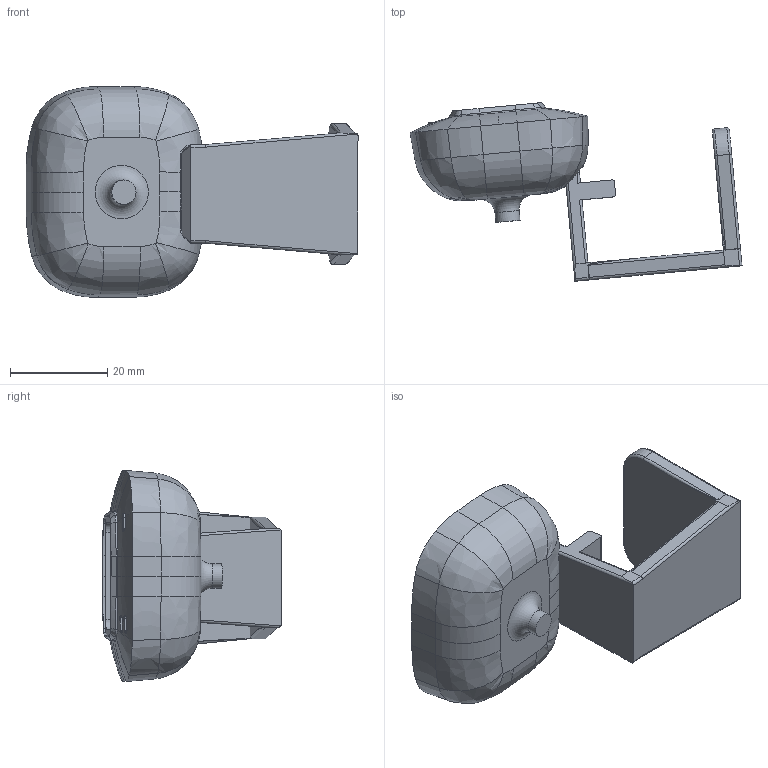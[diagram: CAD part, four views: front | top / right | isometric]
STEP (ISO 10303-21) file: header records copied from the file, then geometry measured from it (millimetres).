
FILE_DESCRIPTION(/* description */ (''),/* implementation_level */ '2;1');
FILE_NAME(/* name */ 'CS_Camera_T3H-00011.iam.stp',/* time_stamp */ '2016-01-07T16:48:47-08:00',/* author */ ('Autodesk Inc.'),/* organization */ ('Autodesk Inc.'),/* preprocessor_version */ 'ST-DEVELOPER v16.1',/* originating_system */ 'Autodesk Inventor 2016',/* authorisation */ '');
FILE_SCHEMA (('AUTOMOTIVE_DESIGN { 1 0 10303 214 3 1 1 }'));
Length unit declared in the file: millimetre
Products named in the file (3): CS_Camera_HD3000; CS_Camera_HD3000_Base_01; CS_Camera_T3H-00011
Assembly tree (2 placements, depth 2):
  CS_Camera_T3H-00011
    CS_Camera_HD3000
    CS_Camera_HD3000_Base_01
Bounding box: 68.25 x 36.69 x 43.36 mm (x, y, z)
Volume: 26064.9 mm3; surface area: 11347.1 mm2
Topology: 2 solids, 2 shells, 374 faces, 929 edges, 563 vertices
Faces by surface type: bspline 148, plane 119, cylinder 85, torus 18, cone 4
Full cylindrical faces by diameter (mm): 2.145 x1, 3.363 x1, 5 x1
Entity records: 14149 total; most frequent: CARTESIAN_POINT 5801, ORIENTED_EDGE 1846, DIRECTION 1340, EDGE_CURVE 922, VERTEX_POINT 563, AXIS2_PLACEMENT_3D 479, EDGE_LOOP 392, LINE 382
